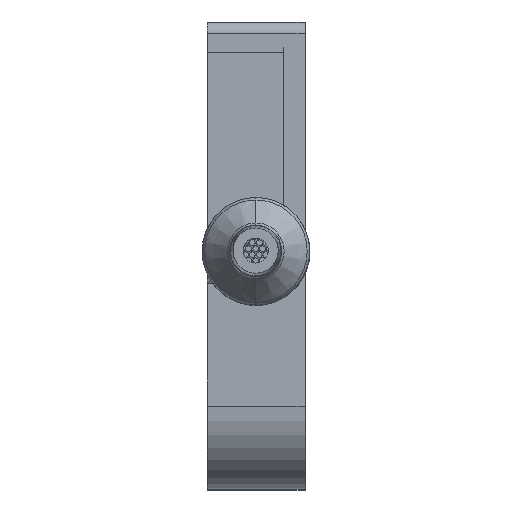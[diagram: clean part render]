
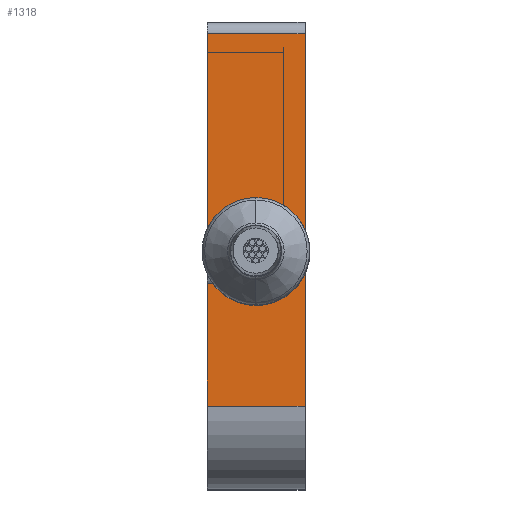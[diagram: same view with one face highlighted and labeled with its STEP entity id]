
A CAD part, top view. The second image highlights one B-rep face of the part: STEP entity #1318.
In plain terms, the highlighted face is planar.
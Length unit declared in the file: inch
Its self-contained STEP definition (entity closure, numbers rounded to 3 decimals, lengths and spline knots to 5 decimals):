
#24=DIRECTION('',(0.,1.,0.));
#25=VECTOR('',#24,0.627);
#26=CARTESIAN_POINT('',(-0.0825,-0.2535,-0.3935));
#27=LINE('',#26,#25);
#225=DIRECTION('',(-1.,0.,0.));
#226=VECTOR('',#225,0.082);
#227=CARTESIAN_POINT('',(0.0825,-0.0465,-0.3935));
#228=LINE('',#227,#226);
#229=CARTESIAN_POINT('',(0.0005,0.0005,-0.3935));
#230=DIRECTION('',(0.,0.,-1.));
#231=DIRECTION('',(0.,-1.,0.));
#232=AXIS2_PLACEMENT_3D('',#229,#230,#231);
#234=DIRECTION('',(-1.,0.,0.));
#235=VECTOR('',#234,0.082);
#236=CARTESIAN_POINT('',(0.0825,0.0475,-0.3935));
#237=LINE('',#236,#235);
#238=DIRECTION('',(-1.,0.,0.));
#239=VECTOR('',#238,0.165);
#240=CARTESIAN_POINT('',(0.0825,0.3735,-0.3935));
#241=LINE('',#240,#239);
#242=DIRECTION('',(-1.,0.,0.));
#243=VECTOR('',#242,0.165);
#244=CARTESIAN_POINT('',(0.0825,-0.2535,-0.3935));
#245=LINE('',#244,#243);
#270=DIRECTION('',(0.,1.,0.));
#271=VECTOR('',#270,0.207);
#272=CARTESIAN_POINT('',(0.0825,-0.2535,-0.3935));
#273=LINE('',#272,#271);
#306=DIRECTION('',(0.,1.,0.));
#307=VECTOR('',#306,0.326);
#308=CARTESIAN_POINT('',(0.0825,0.0475,-0.3935));
#309=LINE('',#308,#307);
#874=CARTESIAN_POINT('',(-0.0825,-0.2535,-0.3935));
#876=VERTEX_POINT('',#874);
#880=CARTESIAN_POINT('',(0.0825,-0.2535,-0.3935));
#881=VERTEX_POINT('',#880);
#929=CARTESIAN_POINT('',(-0.0825,0.3735,-0.3935));
#931=VERTEX_POINT('',#929);
#932=CARTESIAN_POINT('',(0.0825,0.3735,-0.3935));
#933=VERTEX_POINT('',#932);
#1097=CARTESIAN_POINT('',(0.0825,-0.0465,-0.3935));
#1099=VERTEX_POINT('',#1097);
#1101=CARTESIAN_POINT('',(0.0825,0.0475,-0.3935));
#1103=VERTEX_POINT('',#1101);
#1104=CARTESIAN_POINT('',(0.0005,-0.0465,-0.3935));
#1105=VERTEX_POINT('',#1104);
#1106=CARTESIAN_POINT('',(0.0005,0.0475,-0.3935));
#1107=VERTEX_POINT('',#1106);
#1297=CARTESIAN_POINT('',(-0.0825,-0.3935,-0.3935));
#1298=DIRECTION('',(0.,0.,-1.));
#1299=DIRECTION('',(0.,1.,0.));
#1300=AXIS2_PLACEMENT_3D('',#1297,#1298,#1299);
#1301=PLANE('',#1300);
#1303=ORIENTED_EDGE('',*,*,#1302,.T.);
#1305=ORIENTED_EDGE('',*,*,#1304,.T.);
#1307=ORIENTED_EDGE('',*,*,#1306,.F.);
#1309=ORIENTED_EDGE('',*,*,#1308,.T.);
#1310=ORIENTED_EDGE('',*,*,#1289,.T.);
#1311=ORIENTED_EDGE('',*,*,#1137,.F.);
#1313=ORIENTED_EDGE('',*,*,#1312,.F.);
#1315=ORIENTED_EDGE('',*,*,#1314,.T.);
#1316=EDGE_LOOP('',(#1303,#1305,#1307,#1309,#1310,#1311,#1313,#1315));
#1317=FACE_OUTER_BOUND('',#1316,.F.);
#1318=ADVANCED_FACE('',(#1317),#1301,.T.);
#233=CIRCLE('',#232,0.047);
#1137=EDGE_CURVE('',#876,#931,#27,.T.);
#1289=EDGE_CURVE('',#933,#931,#241,.T.);
#1302=EDGE_CURVE('',#1099,#1105,#228,.T.);
#1304=EDGE_CURVE('',#1105,#1107,#233,.T.);
#1306=EDGE_CURVE('',#1103,#1107,#237,.T.);
#1308=EDGE_CURVE('',#1103,#933,#309,.T.);
#1312=EDGE_CURVE('',#881,#876,#245,.T.);
#1314=EDGE_CURVE('',#881,#1099,#273,.T.);
